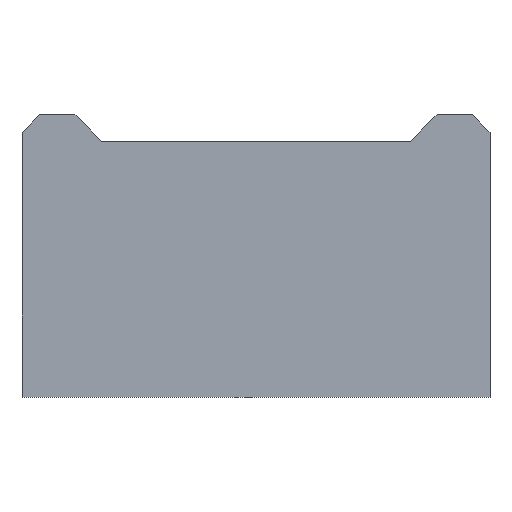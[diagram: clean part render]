
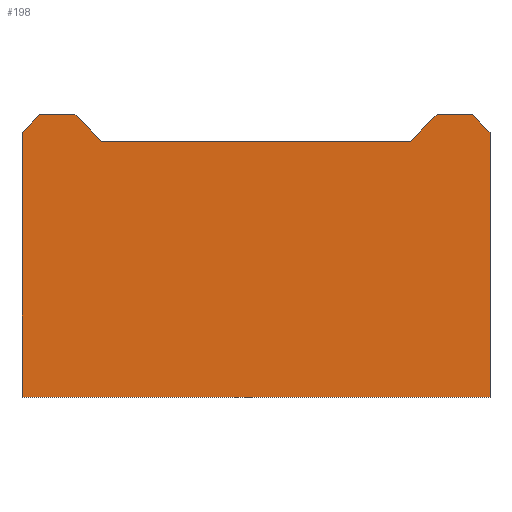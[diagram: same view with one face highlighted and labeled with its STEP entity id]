
A CAD part, top view. The second image highlights one B-rep face of the part: STEP entity #198.
In plain terms, the highlighted planar face has unit normal (0, 0, 1).
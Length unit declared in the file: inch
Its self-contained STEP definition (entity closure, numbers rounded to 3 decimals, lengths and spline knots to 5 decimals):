
#2 = ORIENTED_EDGE ( 'NONE', *, *, #338, .T. ) ;
#10 = ORIENTED_EDGE ( 'NONE', *, *, #537, .T. ) ;
#21 = EDGE_CURVE ( 'NONE', #497, #241, #218, .T. ) ;
#22 = CARTESIAN_POINT ( 'NONE',  ( 2.08661, 1.1811, 0. ) ) ;
#23 = VERTEX_POINT ( 'NONE', #269 ) ;
#47 = VECTOR ( 'NONE', #462, 39.37008 ) ;
#49 = VERTEX_POINT ( 'NONE', #504 ) ;
#57 = VERTEX_POINT ( 'NONE', #554 ) ;
#62 = ORIENTED_EDGE ( 'NONE', *, *, #505, .T. ) ;
#71 = CARTESIAN_POINT ( 'NONE',  ( 0., 1.1811, 0. ) ) ;
#72 = LINE ( 'NONE', #260, #397 ) ;
#73 = DIRECTION ( 'NONE',  ( 0., -1., 0. ) ) ;
#74 = VERTEX_POINT ( 'NONE', #616 ) ;
#75 = VECTOR ( 'NONE', #331, 39.37008 ) ;
#82 = EDGE_CURVE ( 'NONE', #243, #23, #435, .T. ) ;
#84 = CARTESIAN_POINT ( 'NONE',  ( 0., 0., 0. ) ) ;
#124 = DIRECTION ( 'NONE',  ( 0., 0., 1. ) ) ;
#130 = DIRECTION ( 'NONE',  ( 1., 0., 0. ) ) ;
#162 = ORIENTED_EDGE ( 'NONE', *, *, #82, .T. ) ;
#166 = VECTOR ( 'NONE', #607, 39.37008 ) ;
#177 = EDGE_CURVE ( 'NONE', #23, #49, #594, .T. ) ;
#195 = ORIENTED_EDGE ( 'NONE', *, *, #285, .T. ) ;
#198 = ADVANCED_FACE ( 'NONE', ( #410 ), #407, .T. ) ;
#200 = VECTOR ( 'NONE', #256, 39.37008 ) ;
#203 = VERTEX_POINT ( 'NONE', #71 ) ;
#204 = EDGE_CURVE ( 'NONE', #241, #243, #423, .T. ) ;
#208 = CARTESIAN_POINT ( 'NONE',  ( 2.00787, 1.25984, 0. ) ) ;
#211 = LINE ( 'NONE', #22, #47 ) ;
#215 = VERTEX_POINT ( 'NONE', #373 ) ;
#218 = LINE ( 'NONE', #425, #200 ) ;
#220 = CARTESIAN_POINT ( 'NONE',  ( 1.85039, 1.25984, 0. ) ) ;
#222 = DIRECTION ( 'NONE',  ( -1., 0., 0. ) ) ;
#241 = VERTEX_POINT ( 'NONE', #321 ) ;
#243 = VERTEX_POINT ( 'NONE', #518 ) ;
#255 = CARTESIAN_POINT ( 'NONE',  ( 0., 1.1811, 0. ) ) ;
#256 = DIRECTION ( 'NONE',  ( -0.707, -0.707, 0. ) ) ;
#260 = CARTESIAN_POINT ( 'NONE',  ( 2.08661, 0., 0. ) ) ;
#261 = CARTESIAN_POINT ( 'NONE',  ( 0.07874, 1.25984, 0. ) ) ;
#269 = CARTESIAN_POINT ( 'NONE',  ( 0.23622, 1.25984, 0. ) ) ;
#276 = VECTOR ( 'NONE', #355, 39.37008 ) ;
#282 = CARTESIAN_POINT ( 'NONE',  ( 0.35433, 1.14173, 0. ) ) ;
#285 = EDGE_CURVE ( 'NONE', #614, #74, #460, .T. ) ;
#295 = ORIENTED_EDGE ( 'NONE', *, *, #477, .T. ) ;
#321 = CARTESIAN_POINT ( 'NONE',  ( 1.73228, 1.14173, 0. ) ) ;
#328 = CARTESIAN_POINT ( 'NONE',  ( 1.73228, 1.14173, 0. ) ) ;
#331 = DIRECTION ( 'NONE',  ( -1., 0., 0. ) ) ;
#338 = EDGE_CURVE ( 'NONE', #203, #614, #552, .T. ) ;
#342 = EDGE_LOOP ( 'NONE', ( #195, #295, #62, #10, #597, #593, #162, #403, #590, #2 ) ) ;
#350 = DIRECTION ( 'NONE',  ( -0.707, 0.707, 0. ) ) ;
#355 = DIRECTION ( 'NONE',  ( -1., 0., 0. ) ) ;
#368 = EDGE_CURVE ( 'NONE', #49, #203, #484, .T. ) ;
#373 = CARTESIAN_POINT ( 'NONE',  ( 2.00787, 1.25984, 0. ) ) ;
#375 = AXIS2_PLACEMENT_3D ( 'NONE', #568, #124, #130 ) ;
#395 = VECTOR ( 'NONE', #350, 39.37008 ) ;
#397 = VECTOR ( 'NONE', #456, 39.37008 ) ;
#403 = ORIENTED_EDGE ( 'NONE', *, *, #177, .T. ) ;
#407 = PLANE ( 'NONE',  #375 ) ;
#410 = FACE_OUTER_BOUND ( 'NONE', #342, .T. ) ;
#417 = LINE ( 'NONE', #208, #427 ) ;
#423 = LINE ( 'NONE', #328, #75 ) ;
#425 = CARTESIAN_POINT ( 'NONE',  ( 1.85039, 1.25984, 0. ) ) ;
#427 = VECTOR ( 'NONE', #222, 39.37008 ) ;
#435 = LINE ( 'NONE', #282, #395 ) ;
#456 = DIRECTION ( 'NONE',  ( 0., 1., 0. ) ) ;
#460 = LINE ( 'NONE', #503, #166 ) ;
#462 = DIRECTION ( 'NONE',  ( -0.707, 0.707, 0. ) ) ;
#475 = DIRECTION ( 'NONE',  ( -0.707, -0.707, 0. ) ) ;
#477 = EDGE_CURVE ( 'NONE', #74, #57, #72, .T. ) ;
#484 = LINE ( 'NONE', #261, #494 ) ;
#494 = VECTOR ( 'NONE', #475, 39.37008 ) ;
#497 = VERTEX_POINT ( 'NONE', #220 ) ;
#503 = CARTESIAN_POINT ( 'NONE',  ( 0., 0., 0. ) ) ;
#504 = CARTESIAN_POINT ( 'NONE',  ( 0.07874, 1.25984, 0. ) ) ;
#505 = EDGE_CURVE ( 'NONE', #57, #215, #211, .T. ) ;
#518 = CARTESIAN_POINT ( 'NONE',  ( 0.35433, 1.14173, 0. ) ) ;
#537 = EDGE_CURVE ( 'NONE', #215, #497, #417, .T. ) ;
#552 = LINE ( 'NONE', #255, #556 ) ;
#554 = CARTESIAN_POINT ( 'NONE',  ( 2.08661, 1.1811, 0. ) ) ;
#556 = VECTOR ( 'NONE', #73, 39.37008 ) ;
#568 = CARTESIAN_POINT ( 'NONE',  ( 1.04331, 0.60282, 0. ) ) ;
#590 = ORIENTED_EDGE ( 'NONE', *, *, #368, .T. ) ;
#592 = CARTESIAN_POINT ( 'NONE',  ( 0.23622, 1.25984, 0. ) ) ;
#593 = ORIENTED_EDGE ( 'NONE', *, *, #204, .T. ) ;
#594 = LINE ( 'NONE', #592, #276 ) ;
#597 = ORIENTED_EDGE ( 'NONE', *, *, #21, .T. ) ;
#607 = DIRECTION ( 'NONE',  ( 1., 0., 0. ) ) ;
#614 = VERTEX_POINT ( 'NONE', #84 ) ;
#616 = CARTESIAN_POINT ( 'NONE',  ( 2.08661, 0., 0. ) ) ;
